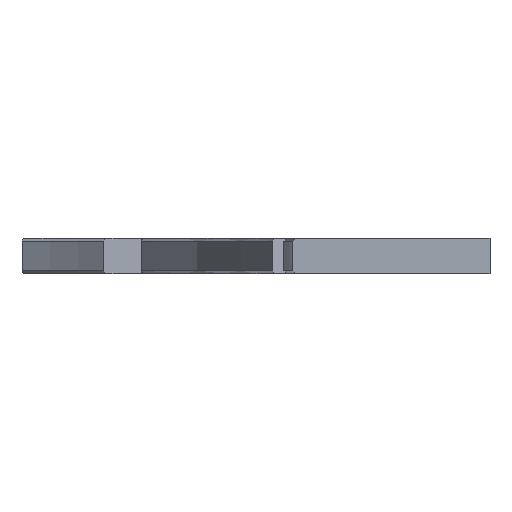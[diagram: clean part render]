
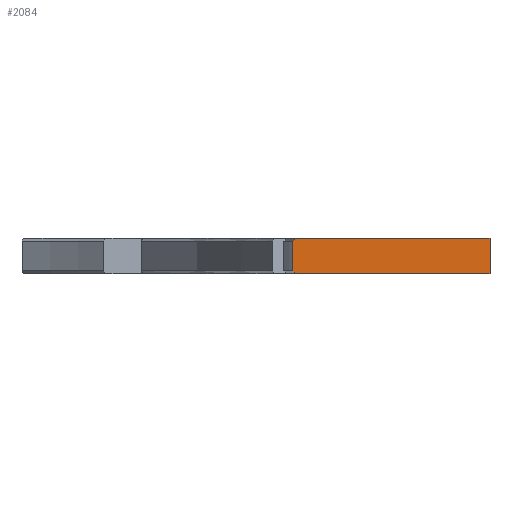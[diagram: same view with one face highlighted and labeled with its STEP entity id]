
A CAD part, front view. The second image highlights one B-rep face of the part: STEP entity #2084.
In plain terms, the highlighted planar face has unit normal (0, -1, 0).
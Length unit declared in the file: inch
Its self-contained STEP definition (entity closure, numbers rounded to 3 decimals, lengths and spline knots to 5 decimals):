
#34 = DIRECTION ( 'NONE',  ( 0., 0., -1. ) ) ;
#43 = DIRECTION ( 'NONE',  ( -0.707, 0., -0.707 ) ) ;
#168 = VECTOR ( 'NONE', #43, 39.37008 ) ;
#205 = CARTESIAN_POINT ( 'NONE',  ( 6.219, 0., -0.3735 ) ) ;
#233 = AXIS2_PLACEMENT_3D ( 'NONE', #3164, #4702, #34 ) ;
#298 = VECTOR ( 'NONE', #759, 39.37008 ) ;
#351 = ORIENTED_EDGE ( 'NONE', *, *, #1837, .T. ) ;
#352 = CARTESIAN_POINT ( 'NONE',  ( 6.219, 0., -0.031 ) ) ;
#357 = DIRECTION ( 'NONE',  ( 0., 0., 1. ) ) ;
#413 = CARTESIAN_POINT ( 'NONE',  ( 0., 0., -6.25 ) ) ;
#551 = ORIENTED_EDGE ( 'NONE', *, *, #4747, .F. ) ;
#626 = DIRECTION ( 'NONE',  ( 1., 0., 0. ) ) ;
#671 = VERTEX_POINT ( 'NONE', #1622 ) ;
#715 = CARTESIAN_POINT ( 'NONE',  ( 8.313, 0., 0. ) ) ;
#759 = DIRECTION ( 'NONE',  ( 1., 0., 0. ) ) ;
#1358 = EDGE_LOOP ( 'NONE', ( #3116, #4661, #4063, #351, #551, #3740 ) ) ;
#1622 = CARTESIAN_POINT ( 'NONE',  ( 8.313, 0., -0.3735 ) ) ;
#1694 = DIRECTION ( 'NONE',  ( 0.707, 0., -0.707 ) ) ;
#1837 = EDGE_CURVE ( 'NONE', #671, #5007, #1968, .T. ) ;
#1942 = VERTEX_POINT ( 'NONE', #3008 ) ;
#1968 = LINE ( 'NONE', #4316, #2980 ) ;
#1984 = PLANE ( 'NONE',  #233 ) ;
#2084 = ADVANCED_FACE ( 'NONE', ( #4415 ), #1984, .T. ) ;
#2139 = VECTOR ( 'NONE', #1694, 39.37008 ) ;
#2149 = VECTOR ( 'NONE', #626, 39.37008 ) ;
#2153 = VECTOR ( 'NONE', #2953, 39.37008 ) ;
#2421 = EDGE_CURVE ( 'NONE', #1942, #2669, #2978, .T. ) ;
#2669 = VERTEX_POINT ( 'NONE', #3586 ) ;
#2738 = LINE ( 'NONE', #4330, #298 ) ;
#2895 = EDGE_CURVE ( 'NONE', #2669, #671, #3394, .T. ) ;
#2953 = DIRECTION ( 'NONE',  ( 0., 0., 1. ) ) ;
#2978 = LINE ( 'NONE', #4560, #2139 ) ;
#2980 = VECTOR ( 'NONE', #357, 39.37008 ) ;
#3008 = CARTESIAN_POINT ( 'NONE',  ( 6.219, 0., -0.3425 ) ) ;
#3066 = VERTEX_POINT ( 'NONE', #3550 ) ;
#3116 = ORIENTED_EDGE ( 'NONE', *, *, #3823, .F. ) ;
#3164 = CARTESIAN_POINT ( 'NONE',  ( 6.219, 0., -0.3735 ) ) ;
#3291 = LINE ( 'NONE', #3396, #2153 ) ;
#3394 = LINE ( 'NONE', #205, #2149 ) ;
#3396 = CARTESIAN_POINT ( 'NONE',  ( 6.219, 0., -0.3735 ) ) ;
#3547 = LINE ( 'NONE', #413, #168 ) ;
#3550 = CARTESIAN_POINT ( 'NONE',  ( 6.25, 0., 0. ) ) ;
#3586 = CARTESIAN_POINT ( 'NONE',  ( 6.25, 0., -0.3735 ) ) ;
#3740 = ORIENTED_EDGE ( 'NONE', *, *, #4366, .T. ) ;
#3823 = EDGE_CURVE ( 'NONE', #1942, #4621, #3291, .T. ) ;
#4063 = ORIENTED_EDGE ( 'NONE', *, *, #2895, .T. ) ;
#4316 = CARTESIAN_POINT ( 'NONE',  ( 8.313, 0., -0.3735 ) ) ;
#4330 = CARTESIAN_POINT ( 'NONE',  ( 6.219, 0., 0. ) ) ;
#4366 = EDGE_CURVE ( 'NONE', #3066, #4621, #3547, .T. ) ;
#4415 = FACE_OUTER_BOUND ( 'NONE', #1358, .T. ) ;
#4560 = CARTESIAN_POINT ( 'NONE',  ( 0., 0., 5.8765 ) ) ;
#4621 = VERTEX_POINT ( 'NONE', #352 ) ;
#4661 = ORIENTED_EDGE ( 'NONE', *, *, #2421, .T. ) ;
#4702 = DIRECTION ( 'NONE',  ( 0., -1., 0. ) ) ;
#4747 = EDGE_CURVE ( 'NONE', #3066, #5007, #2738, .T. ) ;
#5007 = VERTEX_POINT ( 'NONE', #715 ) ;
